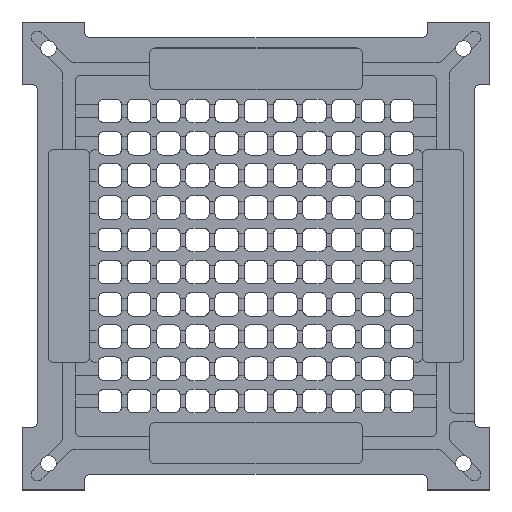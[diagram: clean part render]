
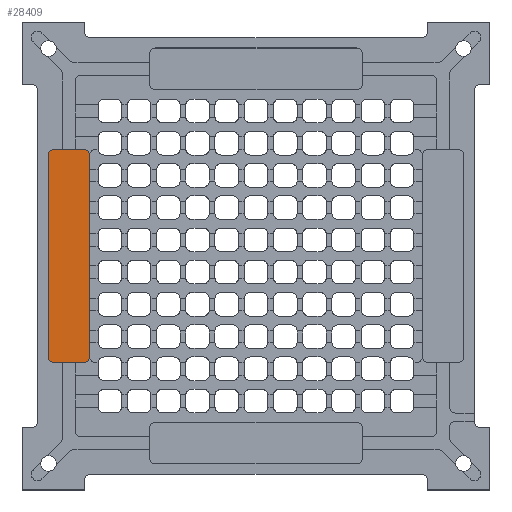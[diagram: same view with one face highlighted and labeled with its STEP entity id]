
A CAD part, top view. The second image highlights one B-rep face of the part: STEP entity #28409.
In plain terms, the highlighted planar face has unit normal (0, 0, 1).
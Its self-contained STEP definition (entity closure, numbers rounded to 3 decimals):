
#134=PLANE('',#29851);
#1033=FACE_OUTER_BOUND('',#2419,.T.);
#2419=EDGE_LOOP('',(#19058,#19059,#19060,#19061,#19062,#19063,#19064,#19065));
#3984=LINE('',#41557,#7037);
#3985=LINE('',#41561,#7038);
#3986=LINE('',#41565,#7039);
#3987=LINE('',#41568,#7040);
#7037=VECTOR('',#32800,10.);
#7038=VECTOR('',#32803,10.);
#7039=VECTOR('',#32806,10.);
#7040=VECTOR('',#32809,10.);
#10057=CIRCLE('',#29849,6.);
#10059=CIRCLE('',#29852,6.);
#10060=CIRCLE('',#29853,6.);
#10061=CIRCLE('',#29854,6.);
#11558=VERTEX_POINT('',#41547);
#11559=VERTEX_POINT('',#41548);
#11562=VERTEX_POINT('',#41556);
#11563=VERTEX_POINT('',#41558);
#11564=VERTEX_POINT('',#41560);
#11565=VERTEX_POINT('',#41562);
#11566=VERTEX_POINT('',#41564);
#11567=VERTEX_POINT('',#41566);
#14555=EDGE_CURVE('',#11558,#11559,#10057,.T.);
#14559=EDGE_CURVE('',#11562,#11559,#3984,.T.);
#14560=EDGE_CURVE('',#11562,#11563,#10059,.T.);
#14561=EDGE_CURVE('',#11564,#11563,#3985,.T.);
#14562=EDGE_CURVE('',#11564,#11565,#10060,.T.);
#14563=EDGE_CURVE('',#11566,#11565,#3986,.T.);
#14564=EDGE_CURVE('',#11566,#11567,#10061,.T.);
#14565=EDGE_CURVE('',#11558,#11567,#3987,.T.);
#19058=ORIENTED_EDGE('',*,*,#14555,.T.);
#19059=ORIENTED_EDGE('',*,*,#14559,.F.);
#19060=ORIENTED_EDGE('',*,*,#14560,.T.);
#19061=ORIENTED_EDGE('',*,*,#14561,.F.);
#19062=ORIENTED_EDGE('',*,*,#14562,.T.);
#19063=ORIENTED_EDGE('',*,*,#14563,.F.);
#19064=ORIENTED_EDGE('',*,*,#14564,.T.);
#19065=ORIENTED_EDGE('',*,*,#14565,.F.);
#28409=ADVANCED_FACE('',(#1033),#134,.F.);
#29849=AXIS2_PLACEMENT_3D('',#41549,#32792,#32793);
#29851=AXIS2_PLACEMENT_3D('',#41555,#32798,#32799);
#29852=AXIS2_PLACEMENT_3D('',#41559,#32801,#32802);
#29853=AXIS2_PLACEMENT_3D('',#41563,#32804,#32805);
#29854=AXIS2_PLACEMENT_3D('',#41567,#32807,#32808);
#32792=DIRECTION('center_axis',(0.,0.,1.));
#32793=DIRECTION('ref_axis',(0.707,-0.707,0.));
#32798=DIRECTION('center_axis',(0.,0.,-1.));
#32799=DIRECTION('ref_axis',(-1.,0.,0.));
#32800=DIRECTION('',(0.,-1.,0.));
#32801=DIRECTION('center_axis',(0.,0.,1.));
#32802=DIRECTION('ref_axis',(0.707,0.707,0.));
#32803=DIRECTION('',(1.,0.,0.));
#32804=DIRECTION('center_axis',(0.,0.,1.));
#32805=DIRECTION('ref_axis',(-0.707,0.707,0.));
#32806=DIRECTION('',(0.,1.,0.));
#32807=DIRECTION('center_axis',(0.,0.,1.));
#32808=DIRECTION('ref_axis',(-0.707,-0.707,0.));
#32809=DIRECTION('',(-1.,0.,0.));
#41547=CARTESIAN_POINT('',(-166.,-102.5,21.));
#41548=CARTESIAN_POINT('',(-160.,-96.5,21.));
#41549=CARTESIAN_POINT('Origin',(-166.,-96.5,21.));
#41555=CARTESIAN_POINT('Origin',(-180.,0.,21.));
#41556=CARTESIAN_POINT('',(-160.,96.5,21.));
#41557=CARTESIAN_POINT('',(-160.,-102.5,21.));
#41558=CARTESIAN_POINT('',(-166.,102.5,21.));
#41559=CARTESIAN_POINT('Origin',(-166.,96.5,21.));
#41560=CARTESIAN_POINT('',(-194.,102.5,21.));
#41561=CARTESIAN_POINT('',(-160.,102.5,21.));
#41562=CARTESIAN_POINT('',(-200.,96.5,21.));
#41563=CARTESIAN_POINT('Origin',(-194.,96.5,21.));
#41564=CARTESIAN_POINT('',(-200.,-96.5,21.));
#41565=CARTESIAN_POINT('',(-200.,102.5,21.));
#41566=CARTESIAN_POINT('',(-194.,-102.5,21.));
#41567=CARTESIAN_POINT('Origin',(-194.,-96.5,21.));
#41568=CARTESIAN_POINT('',(-200.,-102.5,21.));
